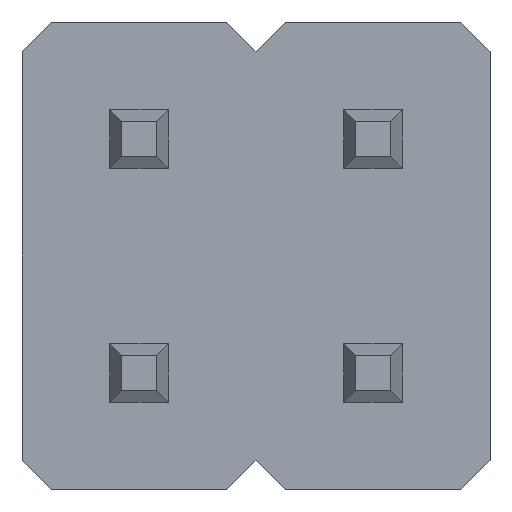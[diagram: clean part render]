
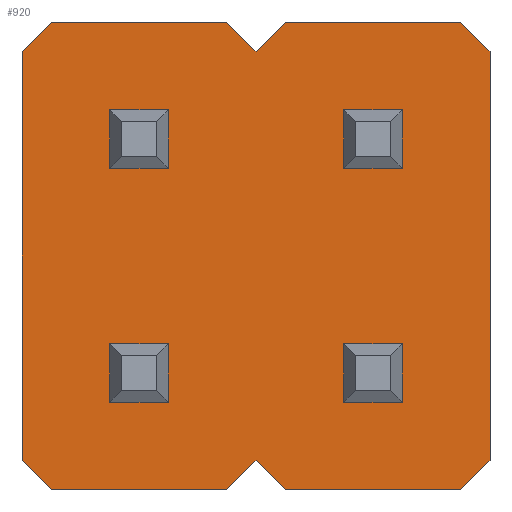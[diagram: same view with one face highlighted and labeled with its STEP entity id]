
A CAD part, front view. The second image highlights one B-rep face of the part: STEP entity #920.
In plain terms, the highlighted planar face has unit normal (0, -1, 0).
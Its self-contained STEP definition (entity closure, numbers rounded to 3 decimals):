
#8 = CARTESIAN_POINT ( 'NONE',  ( 3.75, 0., -4. ) ) ;
#21 = VECTOR ( 'NONE', #222, 1000. ) ;
#27 = CARTESIAN_POINT ( 'NONE',  ( 1.75, 0., -4. ) ) ;
#34 = LINE ( 'NONE', #48, #21 ) ;
#42 = VECTOR ( 'NONE', #761, 1000. ) ;
#48 = CARTESIAN_POINT ( 'NONE',  ( 1.75, 0., -4. ) ) ;
#49 = LINE ( 'NONE', #301, #1024 ) ;
#60 = DIRECTION ( 'NONE',  ( 0., 0., -1. ) ) ;
#78 = CARTESIAN_POINT ( 'NONE',  ( 0., 0., -0.254 ) ) ;
#83 = VECTOR ( 'NONE', #794, 1000. ) ;
#93 = DIRECTION ( 'NONE',  ( -1., 0., 0. ) ) ;
#99 = EDGE_CURVE ( 'NONE', #1084, #331, #672, .T. ) ;
#113 = VERTEX_POINT ( 'NONE', #762 ) ;
#121 = CARTESIAN_POINT ( 'NONE',  ( 0., 0., -0.254 ) ) ;
#129 = ORIENTED_EDGE ( 'NONE', *, *, #612, .F. ) ;
#147 = DIRECTION ( 'NONE',  ( -0.701, 0., 0.713 ) ) ;
#150 = DIRECTION ( 'NONE',  ( -0.701, 0., -0.713 ) ) ;
#162 = LINE ( 'NONE', #8, #541 ) ;
#195 = LINE ( 'NONE', #606, #586 ) ;
#210 = EDGE_CURVE ( 'NONE', #1099, #1021, #740, .T. ) ;
#213 = DIRECTION ( 'NONE',  ( 1., 0., 0. ) ) ;
#222 = DIRECTION ( 'NONE',  ( -0.701, 0., -0.713 ) ) ;
#223 = DIRECTION ( 'NONE',  ( 0., 0., 1. ) ) ;
#231 = EDGE_CURVE ( 'NONE', #538, #919, #162, .T. ) ;
#247 = DIRECTION ( 'NONE',  ( 0., -1., 0. ) ) ;
#248 = LINE ( 'NONE', #78, #42 ) ;
#252 = DIRECTION ( 'NONE',  ( 0.701, 0., 0.713 ) ) ;
#271 = DIRECTION ( 'NONE',  ( 0.701, 0., -0.713 ) ) ;
#275 = ORIENTED_EDGE ( 'NONE', *, *, #906, .F. ) ;
#277 = VECTOR ( 'NONE', #436, 1000. ) ;
#289 = ORIENTED_EDGE ( 'NONE', *, *, #994, .F. ) ;
#290 = CARTESIAN_POINT ( 'NONE',  ( 2., 0., -3.746 ) ) ;
#294 = CARTESIAN_POINT ( 'NONE',  ( 3.75, 0., 0. ) ) ;
#301 = CARTESIAN_POINT ( 'NONE',  ( 1.75, 0., 0. ) ) ;
#303 = CARTESIAN_POINT ( 'NONE',  ( 4., 0., -0.254 ) ) ;
#311 = CARTESIAN_POINT ( 'NONE',  ( 1.75, 0., -4. ) ) ;
#324 = CARTESIAN_POINT ( 'NONE',  ( 0., 0., -3.746 ) ) ;
#331 = VERTEX_POINT ( 'NONE', #539 ) ;
#333 = ORIENTED_EDGE ( 'NONE', *, *, #728, .F. ) ;
#335 = CARTESIAN_POINT ( 'NONE',  ( 2.25, 0., -4. ) ) ;
#340 = CARTESIAN_POINT ( 'NONE',  ( 3.75, 0., 0. ) ) ;
#389 = EDGE_CURVE ( 'NONE', #1021, #459, #439, .T. ) ;
#398 = CARTESIAN_POINT ( 'NONE',  ( 2.25, 0., 0. ) ) ;
#406 = VECTOR ( 'NONE', #271, 1000. ) ;
#420 = EDGE_CURVE ( 'NONE', #793, #1019, #711, .T. ) ;
#424 = ORIENTED_EDGE ( 'NONE', *, *, #231, .F. ) ;
#435 = DIRECTION ( 'NONE',  ( 1., 0., 0. ) ) ;
#436 = DIRECTION ( 'NONE',  ( 0.701, 0., -0.713 ) ) ;
#439 = LINE ( 'NONE', #303, #83 ) ;
#459 = VERTEX_POINT ( 'NONE', #825 ) ;
#479 = VECTOR ( 'NONE', #252, 1000. ) ;
#481 = CARTESIAN_POINT ( 'NONE',  ( 0.25, 0., -4. ) ) ;
#492 = CARTESIAN_POINT ( 'NONE',  ( 0., 0., 0. ) ) ;
#512 = EDGE_CURVE ( 'NONE', #919, #618, #529, .T. ) ;
#527 = EDGE_CURVE ( 'NONE', #1019, #113, #248, .T. ) ;
#529 = LINE ( 'NONE', #1118, #1074 ) ;
#538 = VERTEX_POINT ( 'NONE', #945 ) ;
#539 = CARTESIAN_POINT ( 'NONE',  ( 2., 0., -0.254 ) ) ;
#541 = VECTOR ( 'NONE', #93, 1000. ) ;
#558 = CARTESIAN_POINT ( 'NONE',  ( 4., 0., -0.254 ) ) ;
#574 = VECTOR ( 'NONE', #795, 1000. ) ;
#586 = VECTOR ( 'NONE', #435, 1000. ) ;
#605 = VECTOR ( 'NONE', #223, 1000. ) ;
#606 = CARTESIAN_POINT ( 'NONE',  ( 3.75, 0., 0. ) ) ;
#612 = EDGE_CURVE ( 'NONE', #788, #1099, #195, .T. ) ;
#618 = VERTEX_POINT ( 'NONE', #290 ) ;
#650 = CARTESIAN_POINT ( 'NONE',  ( 3.75, 0., -4. ) ) ;
#656 = ORIENTED_EDGE ( 'NONE', *, *, #1113, .F. ) ;
#672 = LINE ( 'NONE', #929, #406 ) ;
#675 = VECTOR ( 'NONE', #147, 1000. ) ;
#684 = ORIENTED_EDGE ( 'NONE', *, *, #527, .F. ) ;
#708 = ORIENTED_EDGE ( 'NONE', *, *, #790, .F. ) ;
#711 = LINE ( 'NONE', #1066, #605 ) ;
#723 = VERTEX_POINT ( 'NONE', #27 ) ;
#728 = EDGE_CURVE ( 'NONE', #113, #1084, #49, .T. ) ;
#729 = LINE ( 'NONE', #831, #479 ) ;
#730 = CARTESIAN_POINT ( 'NONE',  ( 1.75, 0., 0. ) ) ;
#740 = LINE ( 'NONE', #294, #277 ) ;
#741 = ORIENTED_EDGE ( 'NONE', *, *, #99, .F. ) ;
#761 = DIRECTION ( 'NONE',  ( 0.701, 0., 0.713 ) ) ;
#762 = CARTESIAN_POINT ( 'NONE',  ( 0.25, 0., 0. ) ) ;
#788 = VERTEX_POINT ( 'NONE', #398 ) ;
#790 = EDGE_CURVE ( 'NONE', #618, #723, #34, .T. ) ;
#793 = VERTEX_POINT ( 'NONE', #324 ) ;
#794 = DIRECTION ( 'NONE',  ( 0., 0., -1. ) ) ;
#795 = DIRECTION ( 'NONE',  ( -1., 0., 0. ) ) ;
#815 = VERTEX_POINT ( 'NONE', #481 ) ;
#822 = ORIENTED_EDGE ( 'NONE', *, *, #210, .F. ) ;
#825 = CARTESIAN_POINT ( 'NONE',  ( 4., 0., -3.746 ) ) ;
#831 = CARTESIAN_POINT ( 'NONE',  ( 2., 0., -0.254 ) ) ;
#848 = DIRECTION ( 'NONE',  ( -0.701, 0., 0.713 ) ) ;
#876 = AXIS2_PLACEMENT_3D ( 'NONE', #492, #247, #60 ) ;
#880 = LINE ( 'NONE', #311, #574 ) ;
#902 = CARTESIAN_POINT ( 'NONE',  ( 0., 0., -3.746 ) ) ;
#903 = LINE ( 'NONE', #902, #675 ) ;
#906 = EDGE_CURVE ( 'NONE', #459, #538, #1007, .T. ) ;
#919 = VERTEX_POINT ( 'NONE', #335 ) ;
#920 = ADVANCED_FACE ( 'NONE', ( #1092 ), #921, .T. ) ;
#921 = PLANE ( 'NONE',  #876 ) ;
#929 = CARTESIAN_POINT ( 'NONE',  ( 1.75, 0., 0. ) ) ;
#945 = CARTESIAN_POINT ( 'NONE',  ( 3.75, 0., -4. ) ) ;
#994 = EDGE_CURVE ( 'NONE', #723, #815, #880, .T. ) ;
#1007 = LINE ( 'NONE', #650, #1040 ) ;
#1019 = VERTEX_POINT ( 'NONE', #121 ) ;
#1021 = VERTEX_POINT ( 'NONE', #558 ) ;
#1024 = VECTOR ( 'NONE', #213, 1000. ) ;
#1029 = ORIENTED_EDGE ( 'NONE', *, *, #389, .F. ) ;
#1040 = VECTOR ( 'NONE', #150, 1000. ) ;
#1048 = EDGE_LOOP ( 'NONE', ( #741, #333, #684, #1073, #1075, #289, #708, #1124, #424, #275, #1029, #822, #129, #656 ) ) ;
#1066 = CARTESIAN_POINT ( 'NONE',  ( 0., 0., -3.746 ) ) ;
#1069 = EDGE_CURVE ( 'NONE', #815, #793, #903, .T. ) ;
#1073 = ORIENTED_EDGE ( 'NONE', *, *, #420, .F. ) ;
#1074 = VECTOR ( 'NONE', #848, 1000. ) ;
#1075 = ORIENTED_EDGE ( 'NONE', *, *, #1069, .F. ) ;
#1084 = VERTEX_POINT ( 'NONE', #730 ) ;
#1092 = FACE_OUTER_BOUND ( 'NONE', #1048, .T. ) ;
#1099 = VERTEX_POINT ( 'NONE', #340 ) ;
#1113 = EDGE_CURVE ( 'NONE', #331, #788, #729, .T. ) ;
#1118 = CARTESIAN_POINT ( 'NONE',  ( 2., 0., -3.746 ) ) ;
#1124 = ORIENTED_EDGE ( 'NONE', *, *, #512, .F. ) ;
